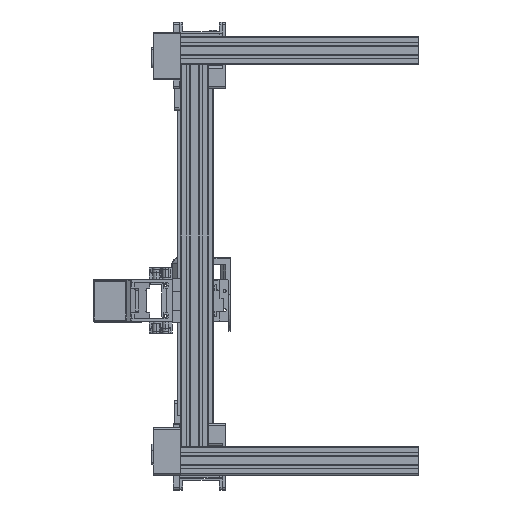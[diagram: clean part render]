
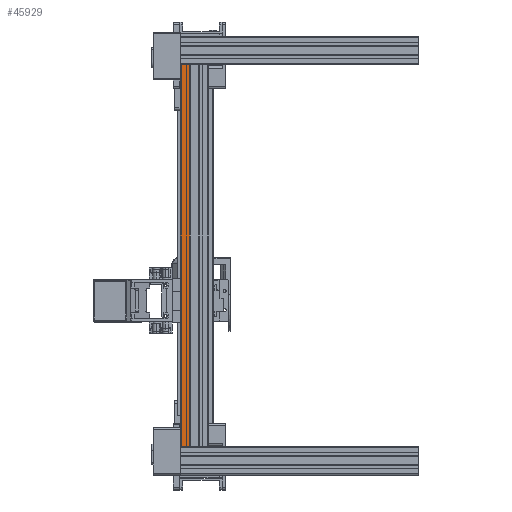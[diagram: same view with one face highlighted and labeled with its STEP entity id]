
A CAD part, left-side view. The second image highlights one B-rep face of the part: STEP entity #45929.
In plain terms, the highlighted planar face has unit normal (-1, 0, 0).
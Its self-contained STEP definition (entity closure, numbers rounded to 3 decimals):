
#2495 = FACE_OUTER_BOUND ( 'NONE', #32429, .T. ) ;
#2944 = CARTESIAN_POINT ( 'NONE',  ( -15., 13.75, 0. ) ) ;
#4004 = CARTESIAN_POINT ( 'NONE',  ( -15., 13.75, 0. ) ) ;
#6287 = AXIS2_PLACEMENT_3D ( 'NONE', #8701, #16283, #24623 ) ;
#7249 = ORIENTED_EDGE ( 'NONE', *, *, #36025, .F. ) ;
#8701 = CARTESIAN_POINT ( 'NONE',  ( -15., 13.75, 400. ) ) ;
#8806 = CARTESIAN_POINT ( 'NONE',  ( -15., 13.75, 400. ) ) ;
#8838 = CARTESIAN_POINT ( 'NONE',  ( -15., 13.75, 400. ) ) ;
#16283 = DIRECTION ( 'NONE',  ( 1., 0., 0. ) ) ;
#18312 = EDGE_CURVE ( 'NONE', #33006, #47405, #32597, .T. ) ;
#18419 = PLANE ( 'NONE',  #6287 ) ;
#19799 = CARTESIAN_POINT ( 'NONE',  ( -15., 5., 0. ) ) ;
#20751 = VECTOR ( 'NONE', #31231, 1000. ) ;
#21738 = VECTOR ( 'NONE', #24759, 1000. ) ;
#22965 = CARTESIAN_POINT ( 'NONE',  ( -15., 13.75, 400. ) ) ;
#23829 = LINE ( 'NONE', #4004, #48936 ) ;
#23842 = VECTOR ( 'NONE', #46481, 1000. ) ;
#24595 = CARTESIAN_POINT ( 'NONE',  ( -15., 5., 400. ) ) ;
#24623 = DIRECTION ( 'NONE',  ( 0., 0., -1. ) ) ;
#24759 = DIRECTION ( 'NONE',  ( 0., 0., -1. ) ) ;
#28258 = EDGE_CURVE ( 'NONE', #33006, #51285, #45963, .T. ) ;
#31231 = DIRECTION ( 'NONE',  ( 0., 0., -1. ) ) ;
#32429 = EDGE_LOOP ( 'NONE', ( #33358, #7249, #36345, #46009 ) ) ;
#32597 = LINE ( 'NONE', #8838, #21738 ) ;
#33006 = VERTEX_POINT ( 'NONE', #8806 ) ;
#33358 = ORIENTED_EDGE ( 'NONE', *, *, #50150, .T. ) ;
#35689 = CARTESIAN_POINT ( 'NONE',  ( -15., 5., 400. ) ) ;
#35768 = VERTEX_POINT ( 'NONE', #19799 ) ;
#36025 = EDGE_CURVE ( 'NONE', #51285, #35768, #38805, .T. ) ;
#36345 = ORIENTED_EDGE ( 'NONE', *, *, #28258, .F. ) ;
#38805 = LINE ( 'NONE', #35689, #20751 ) ;
#40024 = DIRECTION ( 'NONE',  ( 0., -1., 0. ) ) ;
#45929 = ADVANCED_FACE ( 'NONE', ( #2495 ), #18419, .F. ) ;
#45963 = LINE ( 'NONE', #22965, #23842 ) ;
#46009 = ORIENTED_EDGE ( 'NONE', *, *, #18312, .T. ) ;
#46481 = DIRECTION ( 'NONE',  ( 0., -1., 0. ) ) ;
#47405 = VERTEX_POINT ( 'NONE', #2944 ) ;
#48936 = VECTOR ( 'NONE', #40024, 1000. ) ;
#50150 = EDGE_CURVE ( 'NONE', #47405, #35768, #23829, .T. ) ;
#51285 = VERTEX_POINT ( 'NONE', #24595 ) ;
